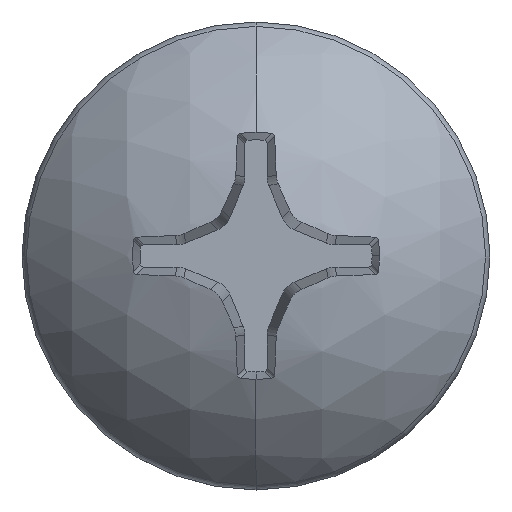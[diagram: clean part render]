
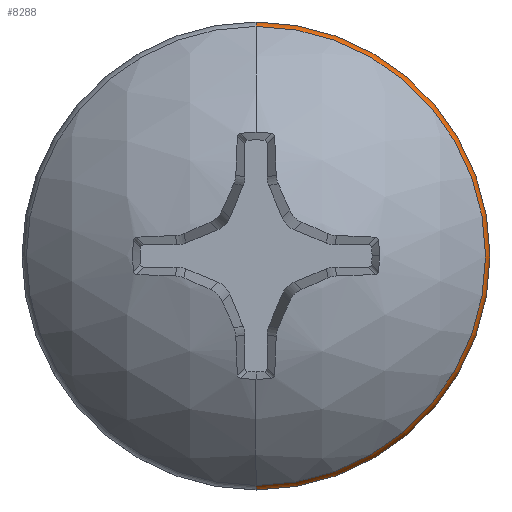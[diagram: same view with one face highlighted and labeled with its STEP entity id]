
A CAD part, top view. The second image highlights one B-rep face of the part: STEP entity #8288.
In plain terms, the highlighted toroidal (fillet/blend) face has major radius 1.623 mm and minor radius 0.18 mm.
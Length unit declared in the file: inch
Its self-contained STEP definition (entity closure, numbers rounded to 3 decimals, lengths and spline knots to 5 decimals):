
#56 = AXIS2_PLACEMENT_3D ( 'NONE', #5044, #8357, #4406 ) ;
#74 = ORIENTED_EDGE ( 'NONE', *, *, #1841, .F. ) ;
#341 = CIRCLE ( 'NONE', #56, 0.0071 ) ;
#482 = AXIS2_PLACEMENT_3D ( 'NONE', #8002, #5543, #6954 ) ;
#643 = AXIS2_PLACEMENT_3D ( 'NONE', #2423, #3794, #5755 ) ;
#1257 = CARTESIAN_POINT ( 'NONE',  ( 0., -0.071, 0.23675 ) ) ;
#1841 = EDGE_CURVE ( 'NONE', #8035, #6108, #4041, .T. ) ;
#1981 = VERTEX_POINT ( 'NONE', #8128 ) ;
#2423 = CARTESIAN_POINT ( 'NONE',  ( 0., 0., 0.24091 ) ) ;
#2511 = AXIS2_PLACEMENT_3D ( 'NONE', #4267, #6142, #5561 ) ;
#2868 = ORIENTED_EDGE ( 'NONE', *, *, #4342, .T. ) ;
#2954 = DIRECTION ( 'NONE',  ( 0., 0., 1. ) ) ;
#3794 = DIRECTION ( 'NONE',  ( 0., 0., 1. ) ) ;
#4041 = CIRCLE ( 'NONE', #2511, 0.0071 ) ;
#4267 = CARTESIAN_POINT ( 'NONE',  ( 0., -0.0639, 0.23675 ) ) ;
#4290 = TOROIDAL_SURFACE ( 'NONE', #482, 0.0639, 0.0071 ) ;
#4342 = EDGE_CURVE ( 'NONE', #1981, #6713, #341, .T. ) ;
#4406 = DIRECTION ( 'NONE',  ( 0., 1., 0. ) ) ;
#5044 = CARTESIAN_POINT ( 'NONE',  ( 0., 0.0639, 0.23675 ) ) ;
#5175 = EDGE_CURVE ( 'NONE', #8035, #1981, #7946, .T. ) ;
#5238 = EDGE_CURVE ( 'NONE', #6108, #6713, #5814, .T. ) ;
#5543 = DIRECTION ( 'NONE',  ( 0., 0., 1. ) ) ;
#5556 = EDGE_LOOP ( 'NONE', ( #7954, #2868, #7536, #74 ) ) ;
#5561 = DIRECTION ( 'NONE',  ( 0., 0., 1. ) ) ;
#5755 = DIRECTION ( 'NONE',  ( 0., -1., 0. ) ) ;
#5814 = CIRCLE ( 'NONE', #643, 0.06965 ) ;
#6108 = VERTEX_POINT ( 'NONE', #6885 ) ;
#6142 = DIRECTION ( 'NONE',  ( -1., 0., 0. ) ) ;
#6658 = AXIS2_PLACEMENT_3D ( 'NONE', #6956, #2954, #7580 ) ;
#6713 = VERTEX_POINT ( 'NONE', #7440 ) ;
#6885 = CARTESIAN_POINT ( 'NONE',  ( 0., -0.06965, 0.24091 ) ) ;
#6954 = DIRECTION ( 'NONE',  ( 0., -1., 0. ) ) ;
#6956 = CARTESIAN_POINT ( 'NONE',  ( 0., 0., 0.23675 ) ) ;
#7377 = FACE_OUTER_BOUND ( 'NONE', #5556, .T. ) ;
#7440 = CARTESIAN_POINT ( 'NONE',  ( 0., 0.06965, 0.24091 ) ) ;
#7536 = ORIENTED_EDGE ( 'NONE', *, *, #5238, .F. ) ;
#7580 = DIRECTION ( 'NONE',  ( 0., -1., 0. ) ) ;
#7946 = CIRCLE ( 'NONE', #6658, 0.071 ) ;
#7954 = ORIENTED_EDGE ( 'NONE', *, *, #5175, .T. ) ;
#8002 = CARTESIAN_POINT ( 'NONE',  ( 0., 0., 0.23675 ) ) ;
#8035 = VERTEX_POINT ( 'NONE', #1257 ) ;
#8128 = CARTESIAN_POINT ( 'NONE',  ( 0., 0.071, 0.23675 ) ) ;
#8288 = ADVANCED_FACE ( 'NONE', ( #7377 ), #4290, .T. ) ;
#8357 = DIRECTION ( 'NONE',  ( 1., 0., 0. ) ) ;
